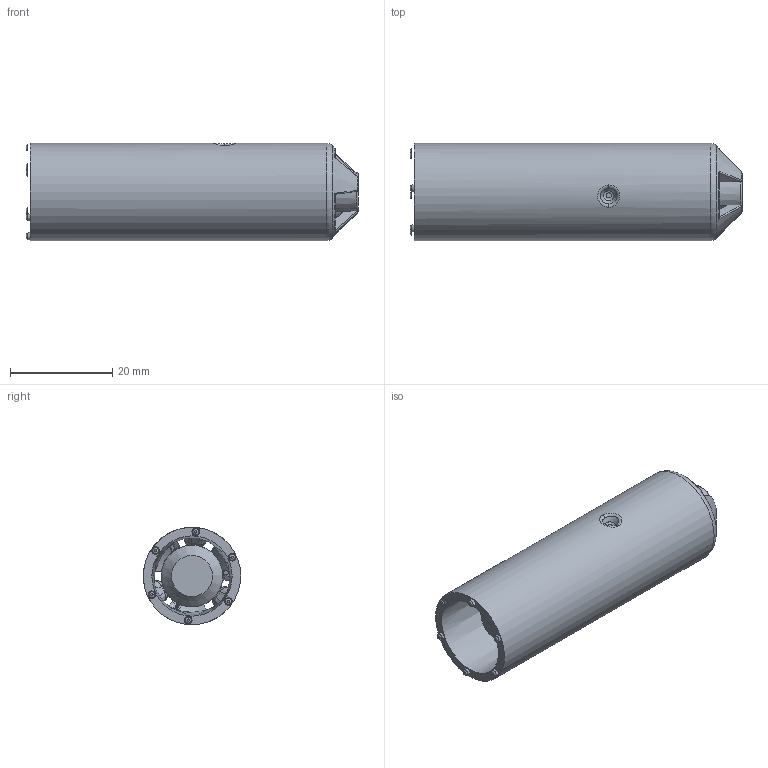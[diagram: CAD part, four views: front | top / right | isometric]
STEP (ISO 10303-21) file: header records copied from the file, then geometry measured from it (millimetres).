
FILE_DESCRIPTION(/* description */ (''),/* implementation_level */ '2;1');
FILE_NAME(/* name */ 'VH4_WithCover.stp',/* time_stamp */ '2019-11-12T11:55:13+01:00',/* author */ ('tvb'),/* organization */ (''),/* preprocessor_version */ 'ST-DEVELOPER v18',/* originating_system */ 'Autodesk Inventor 2020',/* authorisation */ '');
FILE_SCHEMA (('AUTOMOTIVE_DESIGN { 1 0 10303 214 3 1 1 }'));
Products named in the file (1): VH4_WithCover
Bounding box: 64.8 x 19 x 19 mm (x, y, z)
Volume: 12053.6 mm3; surface area: 9352.6 mm2
Topology: 1 solids, 1 shells, 272 faces, 764 edges, 493 vertices
Faces by surface type: bspline 104, plane 52, cone 49, torus 39, cylinder 28
Full cylindrical faces by diameter (mm): 2.5 x2, 3.27 x1, 3.3 x1, 4 x1, 12 x2, 19 x1
Entity records: 32993 total; most frequent: CARTESIAN_POINT 26380, ORIENTED_EDGE 1524, DIRECTION 1112, EDGE_CURVE 762, AXIS2_PLACEMENT_3D 516, VERTEX_POINT 493, EDGE_LOOP 285, B_SPLINE_CURVE_WITH_KNOTS 285
